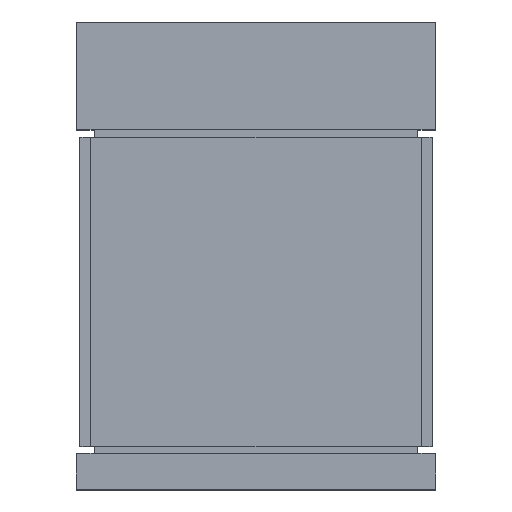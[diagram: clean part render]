
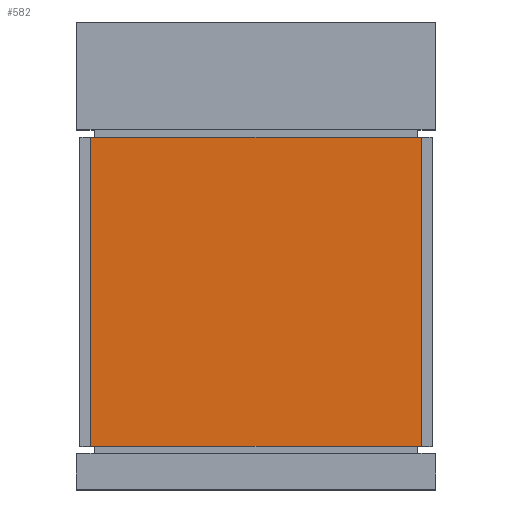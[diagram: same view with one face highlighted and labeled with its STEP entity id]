
A CAD part, top view. The second image highlights one B-rep face of the part: STEP entity #582.
In plain terms, the highlighted planar face has unit normal (0, 0, 1).
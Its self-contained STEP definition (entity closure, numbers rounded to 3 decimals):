
#13=DIRECTION('',(0.,0.,1.));
#31=CARTESIAN_POINT('',(-4.9,-2.2,8.9));
#45=DIRECTION('',(-1.,0.,0.));
#55=VECTOR('',#45,1.);
#66=LINE('',#67,#55);
#67=CARTESIAN_POINT('',(4.9,-10.8,8.9));
#80=VECTOR('',#81,1.);
#81=DIRECTION('',(1.,0.,0.));
#87=LINE('',#31,#80);
#103=VECTOR('',#104,1.);
#104=DIRECTION('',(0.,1.,0.));
#117=PLANE('',#118);
#118=AXIS2_PLACEMENT_3D('',#31,#13,#81);
#129=VERTEX_POINT('',#130);
#130=CARTESIAN_POINT('',(-4.6,-10.8,8.9));
#145=VERTEX_POINT('',#146);
#146=CARTESIAN_POINT('',(-4.6,-2.2,8.9));
#289=VERTEX_POINT('',#290);
#290=CARTESIAN_POINT('',(4.6,-10.8,8.9));
#296=EDGE_CURVE('',#289,#129,#66,.T.);
#331=EDGE_CURVE('',#145,#332,#87,.T.);
#332=VERTEX_POINT('',#333);
#333=CARTESIAN_POINT('',(4.6,-2.2,8.9));
#565=ORIENTED_EDGE('',*,*,#566,.F.);
#566=EDGE_CURVE('',#129,#145,#567,.T.);
#567=LINE('',#568,#103);
#568=CARTESIAN_POINT('',(-4.6,-5.1,8.9));
#582=ADVANCED_FACE('',(#583),#117,.T.);
#583=FACE_BOUND('',#584,.T.);
#584=EDGE_LOOP('',(#585,#590,#565,#591));
#585=ORIENTED_EDGE('',*,*,#586,.T.);
#586=EDGE_CURVE('',#289,#332,#587,.T.);
#587=LINE('',#290,#588);
#588=VECTOR('',#589,1.);
#589=DIRECTION('',(0.,1.,0.));
#590=ORIENTED_EDGE('',*,*,#331,.F.);
#591=ORIENTED_EDGE('',*,*,#296,.F.);
